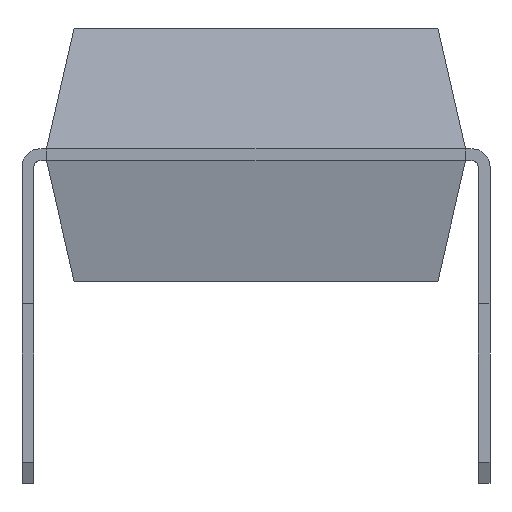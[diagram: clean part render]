
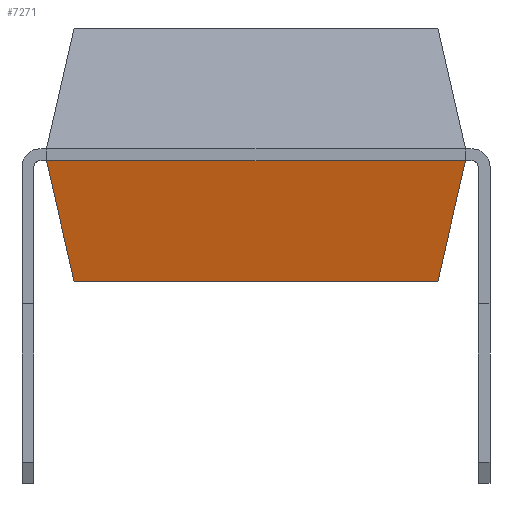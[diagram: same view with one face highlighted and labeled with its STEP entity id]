
A CAD part, front view. The second image highlights one B-rep face of the part: STEP entity #7271.
In plain terms, the highlighted planar face has unit normal (0, -0.975, -0.223).
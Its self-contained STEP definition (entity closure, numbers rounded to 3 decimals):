
#130=LINE('',#10408,#1072);
#135=LINE('',#10418,#1077);
#138=LINE('',#10424,#1080);
#139=LINE('',#10425,#1081);
#1072=VECTOR('',#8364,10.);
#1077=VECTOR('',#8373,10.);
#1080=VECTOR('',#8378,10.);
#1081=VECTOR('',#8379,10.);
#2008=PLANE('',#7786);
#2408=FACE_OUTER_BOUND('',#2856,.T.);
#2856=EDGE_LOOP('',(#5172,#5173,#5174,#5175));
#3406=VERTEX_POINT('',#10405);
#3407=VERTEX_POINT('',#10407);
#3410=VERTEX_POINT('',#10417);
#3412=VERTEX_POINT('',#10423);
#4105=EDGE_CURVE('',#3407,#3406,#130,.T.);
#4110=EDGE_CURVE('',#3407,#3410,#135,.T.);
#4113=EDGE_CURVE('',#3412,#3410,#138,.T.);
#4114=EDGE_CURVE('',#3412,#3406,#139,.T.);
#5172=ORIENTED_EDGE('',*,*,#4113,.T.);
#5173=ORIENTED_EDGE('',*,*,#4110,.F.);
#5174=ORIENTED_EDGE('',*,*,#4105,.T.);
#5175=ORIENTED_EDGE('',*,*,#4114,.F.);
#7271=ADVANCED_FACE('',(#2408),#2008,.T.);
#7786=AXIS2_PLACEMENT_3D('',#10422,#8376,#8377);
#8364=DIRECTION('',(-1.,0.,0.));
#8373=DIRECTION('',(-0.218,0.218,-0.951));
#8376=DIRECTION('center_axis',(0.,-0.975,-0.223));
#8377=DIRECTION('ref_axis',(0.,0.223,-0.975));
#8378=DIRECTION('',(1.,0.,0.));
#8379=DIRECTION('',(-0.218,-0.218,0.951));
#10405=CARTESIAN_POINT('',(-3.5,-16.065,2.39));
#10407=CARTESIAN_POINT('',(3.5,-16.065,2.39));
#10408=CARTESIAN_POINT('',(-1.75,-16.065,2.39));
#10417=CARTESIAN_POINT('',(3.04,-15.605,0.38));
#10418=CARTESIAN_POINT('',(3.5,-16.065,2.39));
#10422=CARTESIAN_POINT('Origin',(-1.75,-15.835,1.385));
#10423=CARTESIAN_POINT('',(-3.04,-15.605,0.38));
#10424=CARTESIAN_POINT('',(-1.75,-15.605,0.38));
#10425=CARTESIAN_POINT('',(-3.04,-15.605,0.38));
